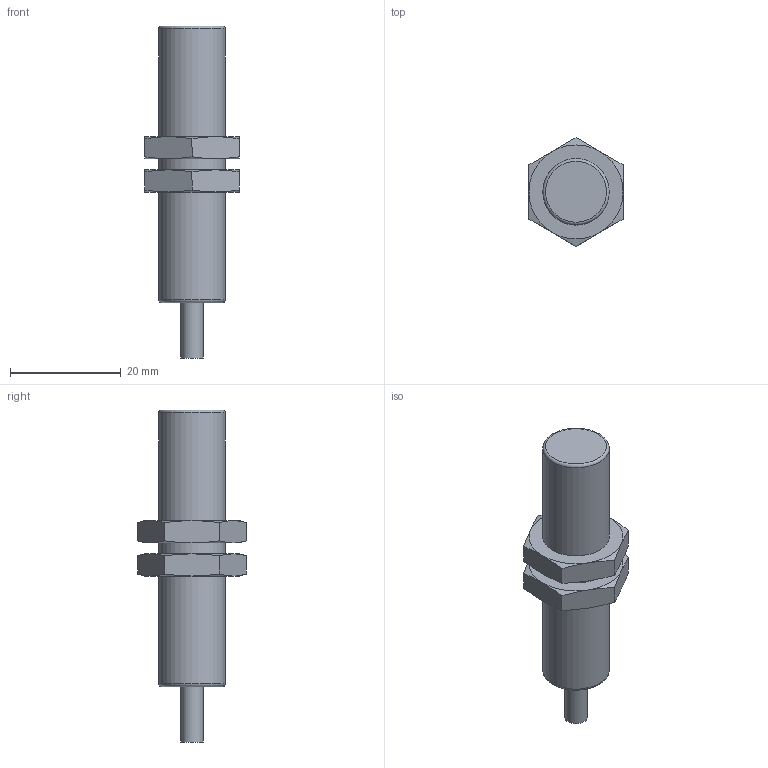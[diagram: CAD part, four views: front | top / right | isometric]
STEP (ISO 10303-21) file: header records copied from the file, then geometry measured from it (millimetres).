
FILE_DESCRIPTION(/* description */ (''),/* implementation_level */ '2;1');
FILE_NAME(/* name */ 'IA0184_Shrinkwrap_1.stp',/* time_stamp */ '2021-12-06T15:18:07+01:00',/* author */ ('Krieger Anja'),/* organization */ (''),/* preprocessor_version */ 'ST-DEVELOPER v18.1',/* originating_system */ 'Autodesk Inventor 2021',/* authorisation */ '');
FILE_SCHEMA (('AUTOMOTIVE_DESIGN { 1 0 10303 214 3 1 1 }'));
Length unit declared in the file: millimetre
Products named in the file (1): IA0184_Shrinkwrap_1
Bounding box: 17 x 19.63 x 60 mm (x, y, z)
Volume: 6864.1 mm3; surface area: 2913.5 mm2
Topology: 1 solids, 1 shells, 49 faces, 100 edges, 58 vertices
Faces by surface type: cone 24, plane 19, cylinder 4, torus 2
Full cylindrical faces by diameter (mm): 4 x1, 12 x3
Entity records: 1347 total; most frequent: CARTESIAN_POINT 304, ORIENTED_EDGE 200, DIRECTION 188, EDGE_CURVE 100, AXIS2_PLACEMENT_3D 86, VERTEX_POINT 58, EDGE_LOOP 54, STYLED_ITEM 50
